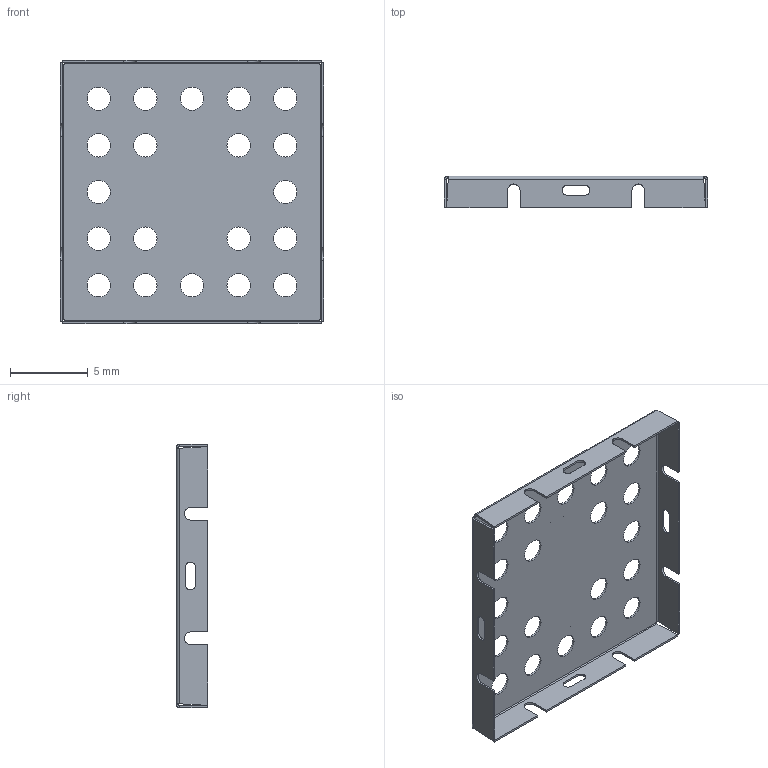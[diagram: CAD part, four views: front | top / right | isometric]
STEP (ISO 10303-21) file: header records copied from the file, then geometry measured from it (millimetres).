
FILE_DESCRIPTION (( 'STEP AP214' ), '1' );
FILE_NAME ('bmis202c.STEP', '2020-07-28T16:12:59', ( '' ), ( '' ), 'SwSTEP 2.0', 'SolidWorks 2018', '' );
FILE_SCHEMA (( 'AUTOMOTIVE_DESIGN' ));
Length unit declared in the file: millimetre
Products named in the file (1): bmis202c
Bounding box: 16.96 x 2 x 16.96 mm (x, y, z)
Volume: 46.5 mm3; surface area: 747.7 mm2
Topology: 1 solids, 1 shells, 321 faces, 847 edges, 550 vertices
Faces by surface type: plane 165, bspline 86, cylinder 70
Entity records: 15937 total; most frequent: CARTESIAN_POINT 6769, ORIENTED_EDGE 1694, DIRECTION 1259, EDGE_CURVE 847, VERTEX_POINT 550, VECTOR 547, LINE 547, EDGE_LOOP 391
